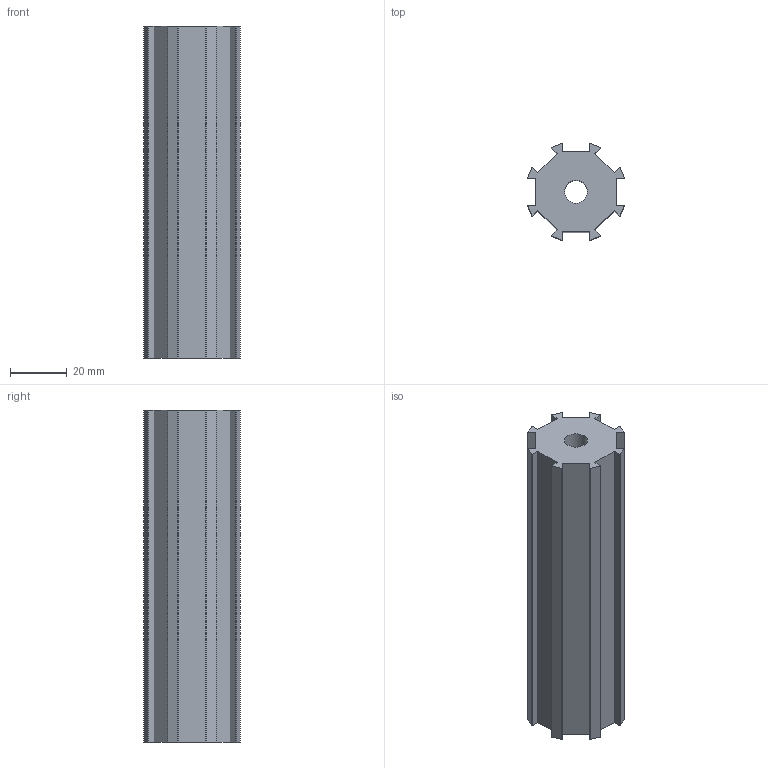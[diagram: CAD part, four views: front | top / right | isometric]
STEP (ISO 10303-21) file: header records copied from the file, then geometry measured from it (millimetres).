
FILE_DESCRIPTION(/* description */ (''),/* implementation_level */ '2;1');
FILE_NAME(/* name */ 'STAT.step',/* time_stamp */ '2022-05-03T16:56:25+02:00',/* author */ (''),/* organization */ (''),/* preprocessor_version */ 'ST-DEVELOPER v18.1',/* originating_system */ 'Autodesk Translation Framework v10.14.0.1471',/* authorisation */ '');
FILE_SCHEMA (('AUTOMOTIVE_DESIGN { 1 0 10303 214 3 1 1 }'));
Length unit declared in the file: millimetre
Products named in the file (1): _STAT.8c422be9-0816-48a3-90c9-7cd483b9b534
Bounding box: 34.08 x 34.08 x 117 mm (x, y, z)
Volume: 79452.8 mm3; surface area: 22582.5 mm2
Topology: 1 solids, 1 shells, 51 faces, 147 edges, 98 vertices
Faces by surface type: plane 50, cylinder 1
Full cylindrical faces by diameter (mm): 8.1 x1
Entity records: 1687 total; most frequent: CARTESIAN_POINT 297, ORIENTED_EDGE 294, DIRECTION 253, EDGE_CURVE 147, LINE 145, VECTOR 145, VERTEX_POINT 98, AXIS2_PLACEMENT_3D 54
